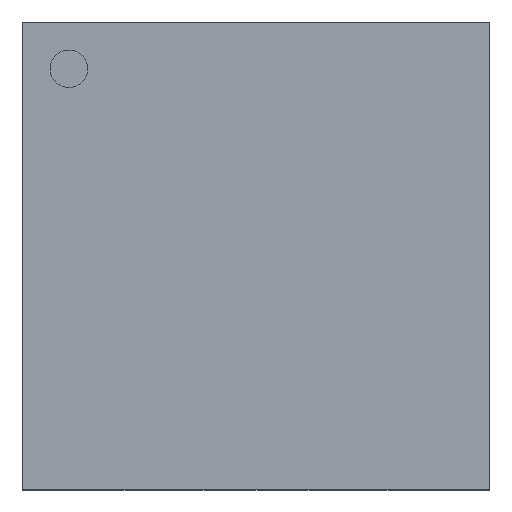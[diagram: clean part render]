
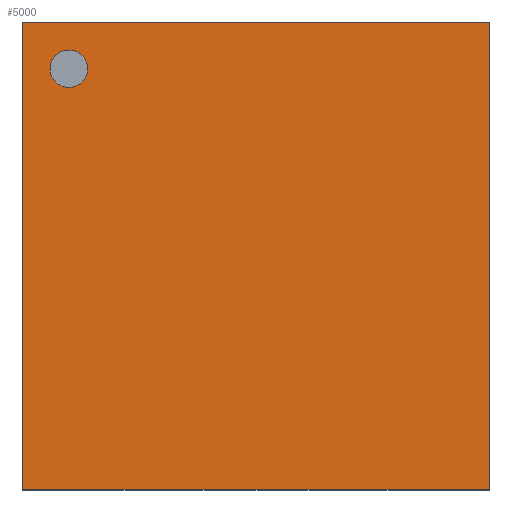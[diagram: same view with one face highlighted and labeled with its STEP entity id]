
A CAD part, top view. The second image highlights one B-rep face of the part: STEP entity #5000.
In plain terms, the highlighted planar face has unit normal (0, 0, 1).
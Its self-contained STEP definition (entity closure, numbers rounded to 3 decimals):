
#326=CARTESIAN_POINT('',(-1.8,2.0,1.0));
#327=VERTEX_POINT('',#326);
#336=CARTESIAN_POINT('',(-2.2,2.0,1.0));
#337=VERTEX_POINT('',#336);
#338=CARTESIAN_POINT('',(-2.0,2.0,1.0));
#339=DIRECTION('',(0.0,0.0,-1.0));
#340=DIRECTION('',(1.0,0.0,0.0));
#341=AXIS2_PLACEMENT_3D('',#338,#339,#340);
#342=CIRCLE('',#341,0.2);
#343=EDGE_CURVE('',#337,#327,#342,.T.);
#513=CARTESIAN_POINT('',(-2.0,2.0,1.0));
#514=DIRECTION('',(0.0,0.0,-1.0));
#515=DIRECTION('',(1.0,0.0,0.0));
#516=AXIS2_PLACEMENT_3D('',#513,#514,#515);
#517=CIRCLE('',#516,0.2);
#518=EDGE_CURVE('',#327,#337,#517,.T.);
#4652=CARTESIAN_POINT('',(2.5,2.5,1.0));
#4653=VERTEX_POINT('',#4652);
#4660=CARTESIAN_POINT('',(2.5,-2.5,1.0));
#4661=VERTEX_POINT('',#4660);
#4662=CARTESIAN_POINT('',(2.5,2.5,1.0));
#4663=DIRECTION('',(0.0,-1.0,0.0));
#4664=VECTOR('',#4663,5.0);
#4665=LINE('',#4662,#4664);
#4666=EDGE_CURVE('',#4653,#4661,#4665,.T.);
#4764=CARTESIAN_POINT('',(-2.5,2.5,1.0));
#4765=VERTEX_POINT('',#4764);
#4772=CARTESIAN_POINT('',(-2.5,2.5,1.0));
#4773=DIRECTION('',(1.0,0.0,0.0));
#4774=VECTOR('',#4773,5.0);
#4775=LINE('',#4772,#4774);
#4776=EDGE_CURVE('',#4765,#4653,#4775,.T.);
#4867=CARTESIAN_POINT('',(-2.5,-2.5,1.0));
#4868=VERTEX_POINT('',#4867);
#4875=CARTESIAN_POINT('',(-2.5,-2.5,1.0));
#4876=DIRECTION('',(0.0,1.0,0.0));
#4877=VECTOR('',#4876,5.0);
#4878=LINE('',#4875,#4877);
#4879=EDGE_CURVE('',#4868,#4765,#4878,.T.);
#4967=CARTESIAN_POINT('',(2.5,-2.5,1.0));
#4968=DIRECTION('',(-1.0,0.0,0.0));
#4969=VECTOR('',#4968,5.);
#4970=LINE('',#4967,#4969);
#4971=EDGE_CURVE('',#4661,#4868,#4970,.T.);
#4985=CARTESIAN_POINT('',(0.,0.,1.0));
#4986=DIRECTION('',(0.0,0.0,1.0));
#4987=DIRECTION('',(1.0,0.0,0.0));
#4988=AXIS2_PLACEMENT_3D('',#4985,#4986,#4987);
#4989=PLANE('',#4988);
#4990=ORIENTED_EDGE('',*,*,#4879,.F.);
#4991=ORIENTED_EDGE('',*,*,#4971,.F.);
#4992=ORIENTED_EDGE('',*,*,#4666,.F.);
#4993=ORIENTED_EDGE('',*,*,#4776,.F.);
#4994=EDGE_LOOP('',(#4990,#4991,#4992,#4993));
#4995=FACE_OUTER_BOUND('',#4994,.T.);
#4996=ORIENTED_EDGE('',*,*,#518,.T.);
#4997=ORIENTED_EDGE('',*,*,#343,.T.);
#4998=EDGE_LOOP('',(#4996,#4997));
#4999=FACE_BOUND('',#4998,.T.);
#5000=ADVANCED_FACE('',(#4995,#4999),#4989,.T.);
